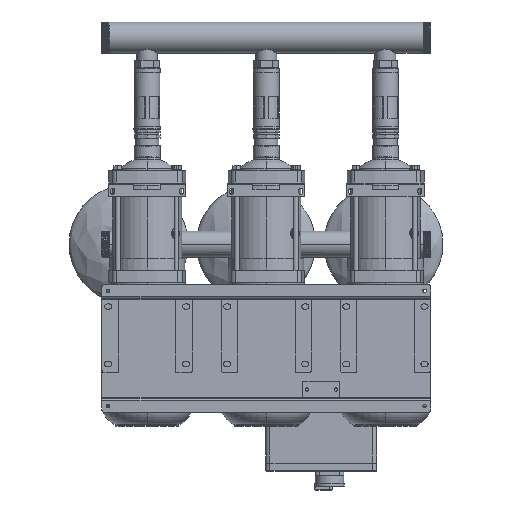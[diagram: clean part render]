
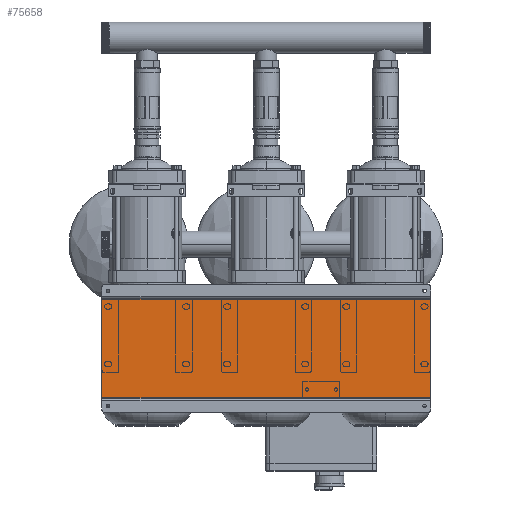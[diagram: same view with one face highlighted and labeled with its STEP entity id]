
A CAD part, front view. The second image highlights one B-rep face of the part: STEP entity #75658.
In plain terms, the highlighted planar face has unit normal (0, -1, 0).
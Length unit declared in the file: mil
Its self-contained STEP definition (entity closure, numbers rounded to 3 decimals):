
#550 = DIRECTION ( 'NONE',  ( 1., 0., 0. ) ) ;
#1571 = DIRECTION ( 'NONE',  ( 0., 1., 0. ) ) ;
#4798 = VECTOR ( 'NONE', #91828, 39370.079 ) ;
#5335 = VERTEX_POINT ( 'NONE', #52901 ) ;
#8740 = VECTOR ( 'NONE', #104821, 39370.079 ) ;
#9272 = LINE ( 'NONE', #74230, #101655 ) ;
#28529 = AXIS2_PLACEMENT_3D ( 'NONE', #97733, #1571, #550 ) ;
#29289 = LINE ( 'NONE', #104415, #47316 ) ;
#29397 = ORIENTED_EDGE ( 'NONE', *, *, #83846, .F. ) ;
#30258 = EDGE_CURVE ( 'NONE', #43148, #5335, #9272, .T. ) ;
#30870 = DIRECTION ( 'NONE',  ( 0., 0., -1. ) ) ;
#33884 = EDGE_CURVE ( 'NONE', #5335, #94174, #73568, .T. ) ;
#35493 = CARTESIAN_POINT ( 'NONE',  ( -15748.031, 2165.354, -4724.409 ) ) ;
#35998 = CARTESIAN_POINT ( 'NONE',  ( 15748.031, 2165.354, -4724.409 ) ) ;
#42074 = EDGE_CURVE ( 'NONE', #43148, #76520, #29289, .T. ) ;
#43148 = VERTEX_POINT ( 'NONE', #96947 ) ;
#47316 = VECTOR ( 'NONE', #30870, 39370.079 ) ;
#51019 = EDGE_LOOP ( 'NONE', ( #68220, #29397, #57911, #101651 ) ) ;
#52901 = CARTESIAN_POINT ( 'NONE',  ( -15748.031, 2165.354, 4724.409 ) ) ;
#57911 = ORIENTED_EDGE ( 'NONE', *, *, #42074, .F. ) ;
#59019 = FACE_OUTER_BOUND ( 'NONE', #51019, .T. ) ;
#66007 = PLANE ( 'NONE',  #28529 ) ;
#68220 = ORIENTED_EDGE ( 'NONE', *, *, #33884, .T. ) ;
#73568 = LINE ( 'NONE', #100427, #4798 ) ;
#74230 = CARTESIAN_POINT ( 'NONE',  ( 15748.031, 2165.354, 4724.409 ) ) ;
#75658 = ADVANCED_FACE ( 'NONE', ( #59019 ), #66007, .F. ) ;
#76520 = VERTEX_POINT ( 'NONE', #35998 ) ;
#83846 = EDGE_CURVE ( 'NONE', #76520, #94174, #104277, .T. ) ;
#88187 = CARTESIAN_POINT ( 'NONE',  ( 15748.031, 2165.354, -4724.409 ) ) ;
#91828 = DIRECTION ( 'NONE',  ( 0., 0., -1. ) ) ;
#94174 = VERTEX_POINT ( 'NONE', #35493 ) ;
#96947 = CARTESIAN_POINT ( 'NONE',  ( 15748.031, 2165.354, 4724.409 ) ) ;
#97733 = CARTESIAN_POINT ( 'NONE',  ( 15748.031, 2165.354, -4724.409 ) ) ;
#100427 = CARTESIAN_POINT ( 'NONE',  ( -15748.031, 2165.354, -4724.409 ) ) ;
#101080 = DIRECTION ( 'NONE',  ( -1., 0., 0. ) ) ;
#101651 = ORIENTED_EDGE ( 'NONE', *, *, #30258, .T. ) ;
#101655 = VECTOR ( 'NONE', #101080, 39370.079 ) ;
#104277 = LINE ( 'NONE', #88187, #8740 ) ;
#104415 = CARTESIAN_POINT ( 'NONE',  ( 15748.031, 2165.354, 4724.409 ) ) ;
#104821 = DIRECTION ( 'NONE',  ( -1., 0., 0. ) ) ;
